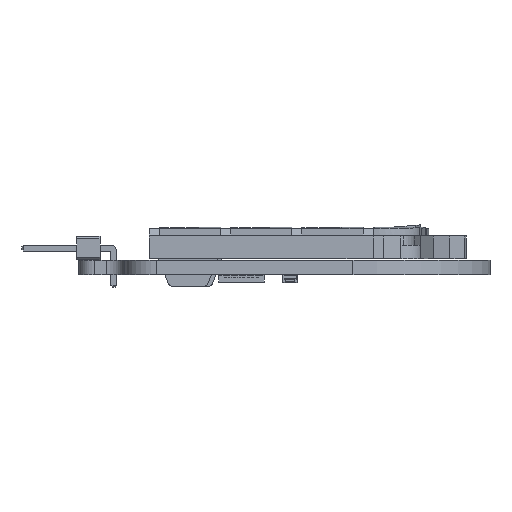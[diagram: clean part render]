
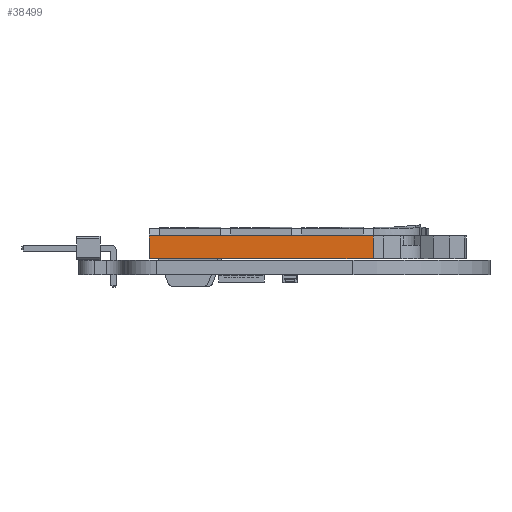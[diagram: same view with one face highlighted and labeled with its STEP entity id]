
A CAD part, left-side view. The second image highlights one B-rep face of the part: STEP entity #38499.
In plain terms, the highlighted planar face has unit normal (-1, 0, 0).
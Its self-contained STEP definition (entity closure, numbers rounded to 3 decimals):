
#35959 = PLANE('',#35960);
#35960 = AXIS2_PLACEMENT_3D('',#35961,#35962,#35963);
#35961 = CARTESIAN_POINT('',(0.,2.5,1.738));
#35962 = DIRECTION('',(0.,1.,0.));
#35963 = DIRECTION('',(1.,0.,0.));
#36661 = VERTEX_POINT('',#36662);
#36662 = CARTESIAN_POINT('',(-31.,2.5,-15.6));
#36676 = PLANE('',#36677);
#36677 = AXIS2_PLACEMENT_3D('',#36678,#36679,#36680);
#36678 = CARTESIAN_POINT('',(31.,0.,-15.6));
#36679 = DIRECTION('',(0.,0.,-1.));
#36680 = DIRECTION('',(-1.,0.,0.));
#36688 = EDGE_CURVE('',#36661,#36689,#36691,.T.);
#36689 = VERTEX_POINT('',#36690);
#36690 = CARTESIAN_POINT('',(-31.,2.5,8.9));
#36691 = SURFACE_CURVE('',#36692,(#36696,#36703),.PCURVE_S1.);
#36692 = LINE('',#36693,#36694);
#36693 = CARTESIAN_POINT('',(-31.,2.5,-14.5));
#36694 = VECTOR('',#36695,1.);
#36695 = DIRECTION('',(0.,0.,1.));
#36696 = PCURVE('',#35959,#36697);
#36697 = DEFINITIONAL_REPRESENTATION('',(#36698),#36702);
#36698 = LINE('',#36699,#36700);
#36699 = CARTESIAN_POINT('',(-31.,16.238));
#36700 = VECTOR('',#36701,1.);
#36701 = DIRECTION('',(0.,-1.));
#36702 = ( GEOMETRIC_REPRESENTATION_CONTEXT(2) 
PARAMETRIC_REPRESENTATION_CONTEXT() REPRESENTATION_CONTEXT('2D SPACE',''
  ) );
#36703 = PCURVE('',#36704,#36709);
#36704 = PLANE('',#36705);
#36705 = AXIS2_PLACEMENT_3D('',#36706,#36707,#36708);
#36706 = CARTESIAN_POINT('',(-31.,0.,-15.6));
#36707 = DIRECTION('',(-1.,0.,0.));
#36708 = DIRECTION('',(0.,0.,1.));
#36709 = DEFINITIONAL_REPRESENTATION('',(#36710),#36714);
#36710 = LINE('',#36711,#36712);
#36711 = CARTESIAN_POINT('',(1.1,2.5));
#36712 = VECTOR('',#36713,1.);
#36713 = DIRECTION('',(1.,0.));
#36714 = ( GEOMETRIC_REPRESENTATION_CONTEXT(2) 
PARAMETRIC_REPRESENTATION_CONTEXT() REPRESENTATION_CONTEXT('2D SPACE',''
  ) );
#36732 = PLANE('',#36733);
#36733 = AXIS2_PLACEMENT_3D('',#36734,#36735,#36736);
#36734 = CARTESIAN_POINT('',(-31.,0.,8.9));
#36735 = DIRECTION('',(0.,0.,1.));
#36736 = DIRECTION('',(1.,0.,0.));
#37299 = PLANE('',#37300);
#37300 = AXIS2_PLACEMENT_3D('',#37301,#37302,#37303);
#37301 = CARTESIAN_POINT('',(0.,0.,1.738)
  );
#37302 = DIRECTION('',(0.,1.,0.));
#37303 = DIRECTION('',(1.,0.,0.));
#37569 = VERTEX_POINT('',#37570);
#37570 = CARTESIAN_POINT('',(-31.,0.,-15.6));
#37591 = EDGE_CURVE('',#37569,#36661,#37592,.T.);
#37592 = SURFACE_CURVE('',#37593,(#37597,#37604),.PCURVE_S1.);
#37593 = LINE('',#37594,#37595);
#37594 = CARTESIAN_POINT('',(-31.,0.,-15.6));
#37595 = VECTOR('',#37596,1.);
#37596 = DIRECTION('',(0.,1.,0.));
#37597 = PCURVE('',#36676,#37598);
#37598 = DEFINITIONAL_REPRESENTATION('',(#37599),#37603);
#37599 = LINE('',#37600,#37601);
#37600 = CARTESIAN_POINT('',(62.,0.));
#37601 = VECTOR('',#37602,1.);
#37602 = DIRECTION('',(0.,1.));
#37603 = ( GEOMETRIC_REPRESENTATION_CONTEXT(2) 
PARAMETRIC_REPRESENTATION_CONTEXT() REPRESENTATION_CONTEXT('2D SPACE',''
  ) );
#37604 = PCURVE('',#36704,#37605);
#37605 = DEFINITIONAL_REPRESENTATION('',(#37606),#37610);
#37606 = LINE('',#37607,#37608);
#37607 = CARTESIAN_POINT('',(0.,0.));
#37608 = VECTOR('',#37609,1.);
#37609 = DIRECTION('',(0.,1.));
#37610 = ( GEOMETRIC_REPRESENTATION_CONTEXT(2) 
PARAMETRIC_REPRESENTATION_CONTEXT() REPRESENTATION_CONTEXT('2D SPACE',''
  ) );
#38455 = VERTEX_POINT('',#38456);
#38456 = CARTESIAN_POINT('',(-31.,0.,8.9));
#38479 = EDGE_CURVE('',#38455,#36689,#38480,.T.);
#38480 = SURFACE_CURVE('',#38481,(#38485,#38492),.PCURVE_S1.);
#38481 = LINE('',#38482,#38483);
#38482 = CARTESIAN_POINT('',(-31.,0.,8.9));
#38483 = VECTOR('',#38484,1.);
#38484 = DIRECTION('',(0.,1.,0.));
#38485 = PCURVE('',#36732,#38486);
#38486 = DEFINITIONAL_REPRESENTATION('',(#38487),#38491);
#38487 = LINE('',#38488,#38489);
#38488 = CARTESIAN_POINT('',(0.,0.));
#38489 = VECTOR('',#38490,1.);
#38490 = DIRECTION('',(0.,1.));
#38491 = ( GEOMETRIC_REPRESENTATION_CONTEXT(2) 
PARAMETRIC_REPRESENTATION_CONTEXT() REPRESENTATION_CONTEXT('2D SPACE',''
  ) );
#38492 = PCURVE('',#36704,#38493);
#38493 = DEFINITIONAL_REPRESENTATION('',(#38494),#38498);
#38494 = LINE('',#38495,#38496);
#38495 = CARTESIAN_POINT('',(24.5,0.));
#38496 = VECTOR('',#38497,1.);
#38497 = DIRECTION('',(0.,1.));
#38498 = ( GEOMETRIC_REPRESENTATION_CONTEXT(2) 
PARAMETRIC_REPRESENTATION_CONTEXT() REPRESENTATION_CONTEXT('2D SPACE',''
  ) );
#38499 = ADVANCED_FACE('',(#38500),#36704,.T.);
#38500 = FACE_BOUND('',#38501,.T.);
#38501 = EDGE_LOOP('',(#38502,#38523,#38524,#38525));
#38502 = ORIENTED_EDGE('',*,*,#38503,.F.);
#38503 = EDGE_CURVE('',#38455,#37569,#38504,.T.);
#38504 = SURFACE_CURVE('',#38505,(#38509,#38516),.PCURVE_S1.);
#38505 = LINE('',#38506,#38507);
#38506 = CARTESIAN_POINT('',(-31.,0.,-14.5));
#38507 = VECTOR('',#38508,1.);
#38508 = DIRECTION('',(0.,0.,-1.));
#38509 = PCURVE('',#36704,#38510);
#38510 = DEFINITIONAL_REPRESENTATION('',(#38511),#38515);
#38511 = LINE('',#38512,#38513);
#38512 = CARTESIAN_POINT('',(1.1,0.));
#38513 = VECTOR('',#38514,1.);
#38514 = DIRECTION('',(-1.,0.));
#38515 = ( GEOMETRIC_REPRESENTATION_CONTEXT(2) 
PARAMETRIC_REPRESENTATION_CONTEXT() REPRESENTATION_CONTEXT('2D SPACE',''
  ) );
#38516 = PCURVE('',#37299,#38517);
#38517 = DEFINITIONAL_REPRESENTATION('',(#38518),#38522);
#38518 = LINE('',#38519,#38520);
#38519 = CARTESIAN_POINT('',(-31.,16.238));
#38520 = VECTOR('',#38521,1.);
#38521 = DIRECTION('',(0.,1.));
#38522 = ( GEOMETRIC_REPRESENTATION_CONTEXT(2) 
PARAMETRIC_REPRESENTATION_CONTEXT() REPRESENTATION_CONTEXT('2D SPACE',''
  ) );
#38523 = ORIENTED_EDGE('',*,*,#38479,.T.);
#38524 = ORIENTED_EDGE('',*,*,#36688,.F.);
#38525 = ORIENTED_EDGE('',*,*,#37591,.F.);
